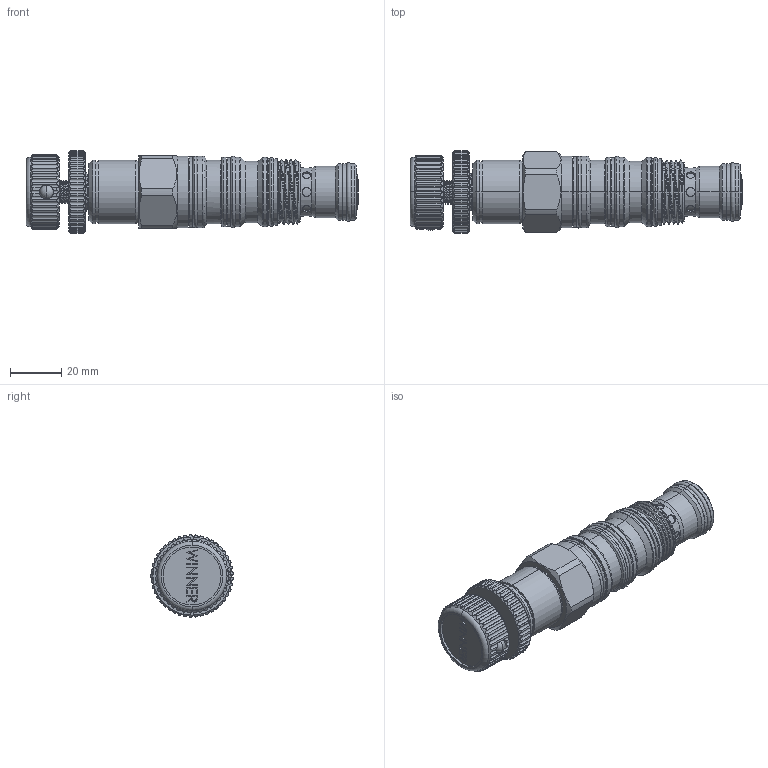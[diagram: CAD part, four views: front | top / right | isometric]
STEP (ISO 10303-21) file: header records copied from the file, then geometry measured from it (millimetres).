
FILE_DESCRIPTION (( 'STEP AP203' ), '1' );
FILE_NAME ('CWA22A4D-K.STEP', '2021-06-28T08:08:42', ( '' ), ( '' ), 'SwSTEP 2.0', 'SolidWorks 2018', '' );
FILE_SCHEMA (( 'CONFIG_CONTROL_DESIGN' ));
Length unit declared in the file: millimetre
Products named in the file (1): CWA22A4D-K
Bounding box: 129.95 x 32.18 x 32.2 mm (x, y, z)
Volume: 65687.4 mm3; surface area: 18454.7 mm2
Topology: 4 solids, 4 shells, 613 faces, 1583 edges, 1020 vertices
Faces by surface type: cylinder 378, plane 123, cone 60, torus 36, bspline 14, sphere 2
Entity records: 29012 total; most frequent: CARTESIAN_POINT 14534, ORIENTED_EDGE 3166, DIRECTION 2830, EDGE_CURVE 1583, AXIS2_PLACEMENT_3D 1094, VERTEX_POINT 1020, EDGE_LOOP 661, VECTOR 642
